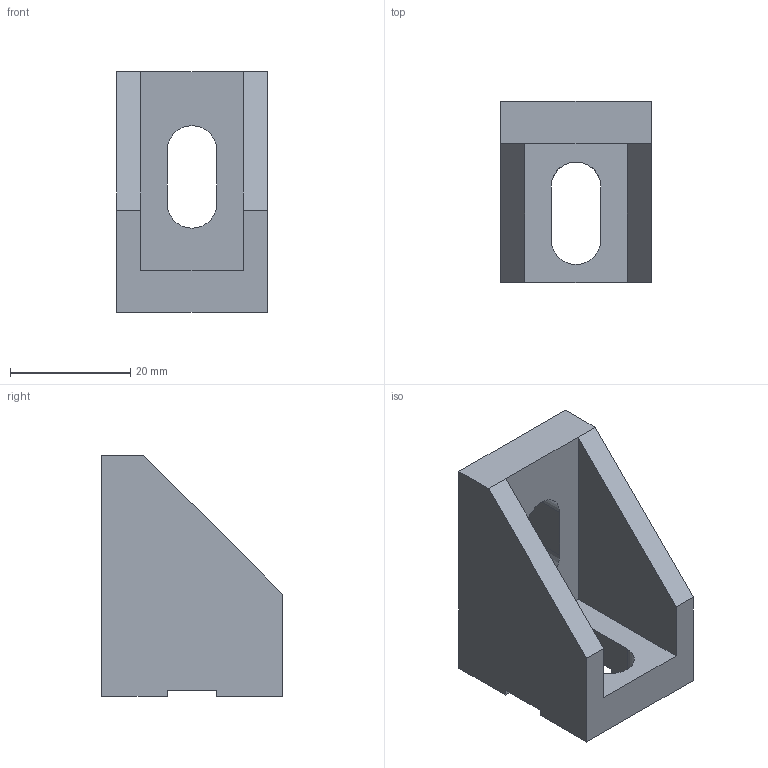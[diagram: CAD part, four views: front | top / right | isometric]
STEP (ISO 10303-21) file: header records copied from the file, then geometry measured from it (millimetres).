
FILE_DESCRIPTION (( 'STEP AP203' ), '1' );
FILE_NAME ('55-131-1.step', '2022-02-07T20:38:18', ( '' ), ( '' ), 'SwSTEP 2.0', 'SolidWorks 2021', '' );
FILE_SCHEMA (( 'CONFIG_CONTROL_DESIGN' ));
Length unit declared in the file: millimetre
Products named in the file (1): 55-131-1
Bounding box: 25 x 30 x 40 mm (x, y, z)
Volume: 13072.5 mm3; surface area: 6358.4 mm2
Topology: 1 solids, 1 shells, 27 faces, 76 edges, 50 vertices
Faces by surface type: plane 23, cylinder 4
Entity records: 949 total; most frequent: CARTESIAN_POINT 154, ORIENTED_EDGE 152, DIRECTION 142, EDGE_CURVE 76, VECTOR 66, LINE 66, VERTEX_POINT 50, AXIS2_PLACEMENT_3D 38
